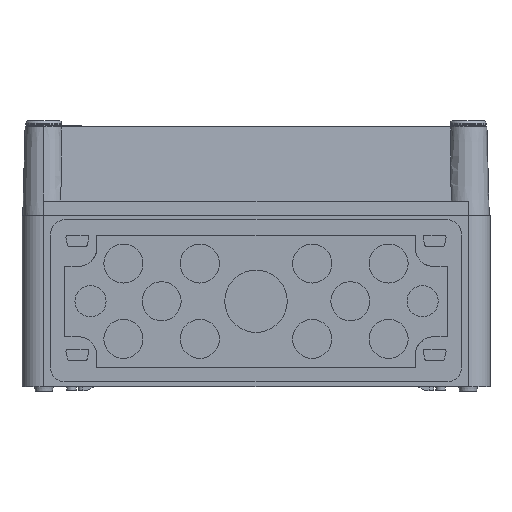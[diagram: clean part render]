
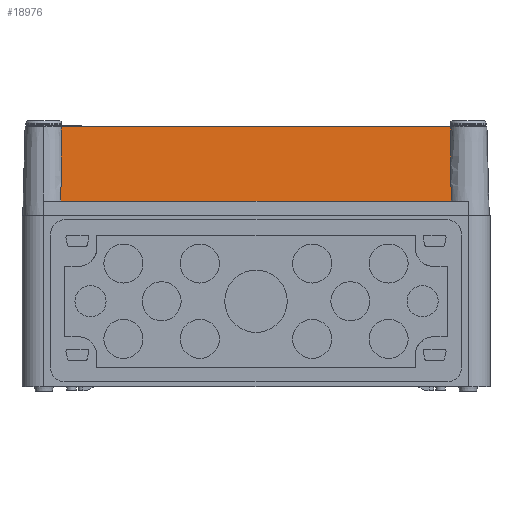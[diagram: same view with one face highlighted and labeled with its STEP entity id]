
A CAD part, front view. The second image highlights one B-rep face of the part: STEP entity #18976.
In plain terms, the highlighted face is planar.
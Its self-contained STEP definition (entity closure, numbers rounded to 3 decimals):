
#62=ELLIPSE('',#21317,173.723,11.237);
#65=ELLIPSE('',#21329,173.723,11.237);
#2004=VECTOR('',#26478,1.);
#2056=VECTOR('',#26622,1.);
#3284=LINE('',#33613,#2004);
#3336=LINE('',#33781,#2056);
#5251=VERTEX_POINT('',#33612);
#5252=VERTEX_POINT('',#33614);
#5307=VERTEX_POINT('',#33760);
#5313=VERTEX_POINT('',#33782);
#9140=EDGE_CURVE('',#5251,#5252,#3284,.T.);
#9212=EDGE_CURVE('',#5307,#5252,#62,.F.);
#9224=EDGE_CURVE('',#5313,#5307,#3336,.T.);
#9226=EDGE_CURVE('',#5251,#5313,#65,.T.);
#14309=ORIENTED_EDGE('',*,*,#9224,.T.);
#14310=ORIENTED_EDGE('',*,*,#9212,.T.);
#14311=ORIENTED_EDGE('',*,*,#9140,.F.);
#14312=ORIENTED_EDGE('',*,*,#9226,.T.);
#16308=EDGE_LOOP('',(#14309,#14310,#14311,#14312));
#17842=FACE_BOUND('',#16308,.T.);
#18976=ADVANCED_FACE('',(#17842),#35973,.T.);
#21317=AXIS2_PLACEMENT_3D('',#33759,#26600,#26601);
#21328=AXIS2_PLACEMENT_3D('',#33784,#26625,$);
#21329=AXIS2_PLACEMENT_3D('',#33785,#26626,#26627);
#26478=DIRECTION('',(-1.,0.,0.));
#26600=DIRECTION('',(0.,0.998,0.07));
#26601=DIRECTION('',(0.,-12.118,173.3));
#26622=DIRECTION('',(-1.,0.,0.));
#26625=DIRECTION('',(0.,0.998,0.07));
#26626=DIRECTION('',(0.,-0.998,-0.07));
#26627=DIRECTION('',(0.,-12.118,173.3));
#33612=CARTESIAN_POINT('',(260.766,4.277,56.5));
#33613=CARTESIAN_POINT('',(-14.225,4.277,56.5));
#33614=CARTESIAN_POINT('',(11.234,4.277,56.5));
#33759=CARTESIAN_POINT('',(0.,4.538,52.764));
#33760=CARTESIAN_POINT('',(10.872,7.598,9.));
#33781=CARTESIAN_POINT('',(-28.45,7.598,9.));
#33782=CARTESIAN_POINT('',(261.128,7.598,9.));
#33784=CARTESIAN_POINT('',(-28.45,7.598,9.));
#33785=CARTESIAN_POINT('',(272.,4.538,52.764));
#35973=PLANE('',#21328);
